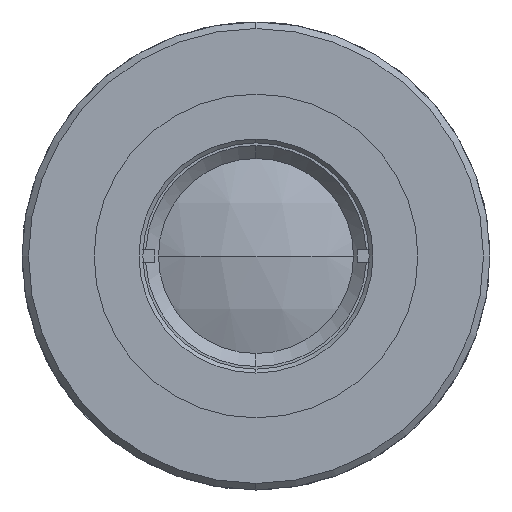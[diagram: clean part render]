
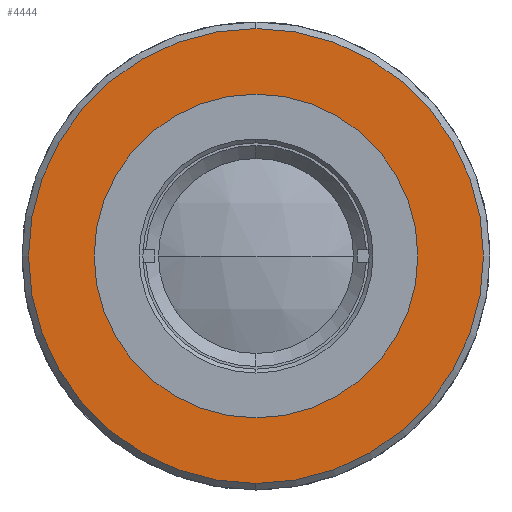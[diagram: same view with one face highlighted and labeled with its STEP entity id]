
A CAD part, left-side view. The second image highlights one B-rep face of the part: STEP entity #4444.
In plain terms, the highlighted planar face has unit normal (-1, 0, 0).
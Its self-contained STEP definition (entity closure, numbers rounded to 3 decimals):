
#4 = DIRECTION ( 'NONE',  ( -1., 0., 0. ) ) ;
#328 = EDGE_CURVE ( 'NONE', #660, #2449, #3275, .T. ) ;
#431 = ORIENTED_EDGE ( 'NONE', *, *, #2475, .F. ) ;
#602 = CARTESIAN_POINT ( 'NONE',  ( -5.003, 0., -17.5 ) ) ;
#660 = VERTEX_POINT ( 'NONE', #602 ) ;
#717 = AXIS2_PLACEMENT_3D ( 'NONE', #2858, #932, #3568 ) ;
#806 = EDGE_LOOP ( 'NONE', ( #4774, #3943 ) ) ;
#832 = CARTESIAN_POINT ( 'NONE',  ( -5.003, 0., 0. ) ) ;
#871 = EDGE_CURVE ( 'NONE', #2449, #660, #1090, .T. ) ;
#932 = DIRECTION ( 'NONE',  ( 1., 0., 0. ) ) ;
#962 = CARTESIAN_POINT ( 'NONE',  ( -5.003, 0., -12.45 ) ) ;
#1090 = CIRCLE ( 'NONE', #2876, 17.5 ) ;
#1339 = PLANE ( 'NONE',  #717 ) ;
#1376 = AXIS2_PLACEMENT_3D ( 'NONE', #832, #4, #4639 ) ;
#1781 = AXIS2_PLACEMENT_3D ( 'NONE', #4415, #2494, #4768 ) ;
#2038 = VERTEX_POINT ( 'NONE', #3363 ) ;
#2310 = EDGE_CURVE ( 'NONE', #2540, #2038, #4003, .T. ) ;
#2449 = VERTEX_POINT ( 'NONE', #4309 ) ;
#2475 = EDGE_CURVE ( 'NONE', #2038, #2540, #3971, .T. ) ;
#2494 = DIRECTION ( 'NONE',  ( -1., 0., 0. ) ) ;
#2540 = VERTEX_POINT ( 'NONE', #962 ) ;
#2602 = EDGE_LOOP ( 'NONE', ( #431, #3563 ) ) ;
#2619 = CARTESIAN_POINT ( 'NONE',  ( -5.003, 0., 0. ) ) ;
#2831 = DIRECTION ( 'NONE',  ( 0., 0., -1. ) ) ;
#2858 = CARTESIAN_POINT ( 'NONE',  ( -5.003, 18., 0. ) ) ;
#2876 = AXIS2_PLACEMENT_3D ( 'NONE', #4377, #4008, #2831 ) ;
#3107 = AXIS2_PLACEMENT_3D ( 'NONE', #2619, #4921, #4537 ) ;
#3239 = FACE_OUTER_BOUND ( 'NONE', #806, .T. ) ;
#3275 = CIRCLE ( 'NONE', #3107, 17.5 ) ;
#3363 = CARTESIAN_POINT ( 'NONE',  ( -5.003, 0., 12.45 ) ) ;
#3563 = ORIENTED_EDGE ( 'NONE', *, *, #2310, .F. ) ;
#3568 = DIRECTION ( 'NONE',  ( 0., 0., -1. ) ) ;
#3943 = ORIENTED_EDGE ( 'NONE', *, *, #871, .T. ) ;
#3971 = CIRCLE ( 'NONE', #1781, 12.45 ) ;
#4003 = CIRCLE ( 'NONE', #1376, 12.45 ) ;
#4008 = DIRECTION ( 'NONE',  ( -1., 0., 0. ) ) ;
#4309 = CARTESIAN_POINT ( 'NONE',  ( -5.003, 0., 17.5 ) ) ;
#4377 = CARTESIAN_POINT ( 'NONE',  ( -5.003, 0., 0. ) ) ;
#4415 = CARTESIAN_POINT ( 'NONE',  ( -5.003, 0., 0. ) ) ;
#4427 = FACE_BOUND ( 'NONE', #2602, .T. ) ;
#4444 = ADVANCED_FACE ( 'NONE', ( #3239, #4427 ), #1339, .F. ) ;
#4537 = DIRECTION ( 'NONE',  ( 0., 0., -1. ) ) ;
#4639 = DIRECTION ( 'NONE',  ( 0., 0., 1. ) ) ;
#4768 = DIRECTION ( 'NONE',  ( 0., 0., 1. ) ) ;
#4774 = ORIENTED_EDGE ( 'NONE', *, *, #328, .T. ) ;
#4921 = DIRECTION ( 'NONE',  ( -1., 0., 0. ) ) ;
